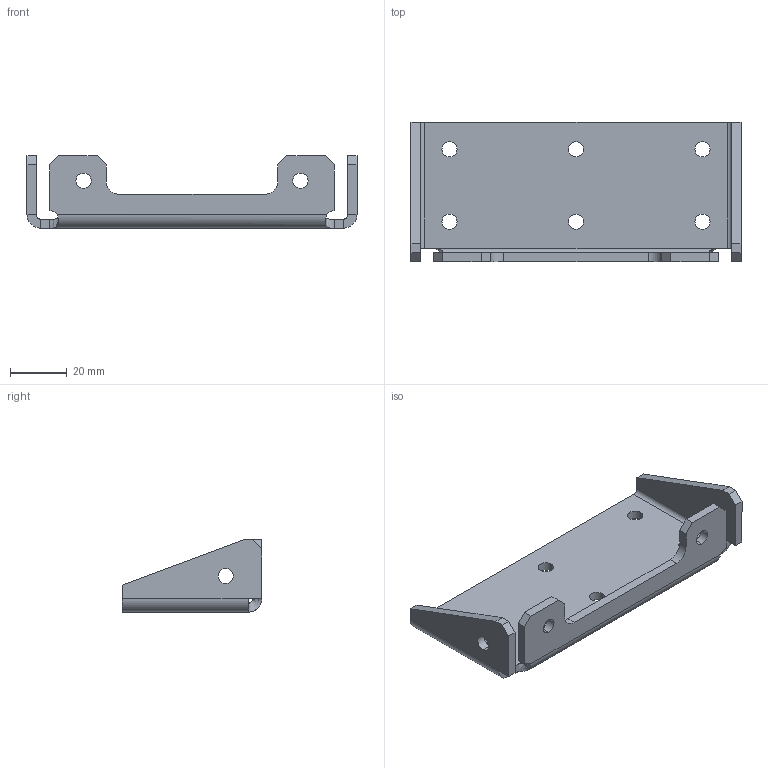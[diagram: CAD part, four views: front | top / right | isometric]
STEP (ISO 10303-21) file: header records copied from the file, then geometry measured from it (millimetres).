
FILE_DESCRIPTION (( 'STEP AP214' ), '1' );
FILE_NAME ('Front Bracket.step', '2018-12-20T18:51:00', ( '' ), ( '' ), 'SwSTEP 2.0', 'SolidWorks 2018', '' );
FILE_SCHEMA (( 'AUTOMOTIVE_DESIGN' ));
Length unit declared in the file: inch
Products named in the file (1): Front Bracket
Bounding box: 115.95 x 49.02 x 25.4 mm (x, y, z)
Volume: 25306.3 mm3; surface area: 17956.9 mm2
Topology: 1 solids, 1 shells, 70 faces, 180 edges, 112 vertices
Faces by surface type: plane 38, cylinder 30, bspline 2
Entity records: 2404 total; most frequent: CARTESIAN_POINT 601, DIRECTION 366, ORIENTED_EDGE 360, EDGE_CURVE 180, AXIS2_PLACEMENT_3D 125, VECTOR 116, LINE 116, VERTEX_POINT 112
